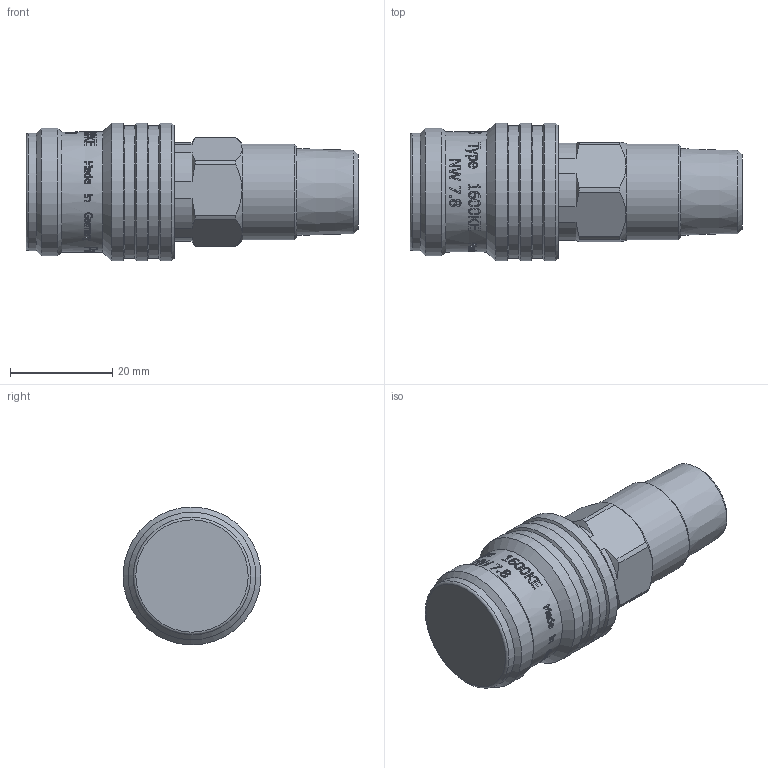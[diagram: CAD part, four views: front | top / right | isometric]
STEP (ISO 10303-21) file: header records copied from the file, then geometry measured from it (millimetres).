
FILE_DESCRIPTION(/* description */ (''),/* implementation_level */ '2;1');
FILE_NAME(/* name */ '1600keak17spn.stp',/* time_stamp */ '2017-11-07T06:56:26+01:00',/* author */ ('IA176480'),/* organization */ (''),/* preprocessor_version */ 'ST-DEVELOPER v16.5',/* originating_system */ 'Autodesk Inventor 2017',/* authorisation */ '');
FILE_SCHEMA (('AUTOMOTIVE_DESIGN { 1 0 10303 214 3 1 1 }'));
Products named in the file (1): 1600KEAK17SPN
Bounding box: 65 x 27 x 27 mm (x, y, z)
Volume: 23824.3 mm3; surface area: 6254.1 mm2
Topology: 1 solids, 5 shells, 687 faces, 1840 edges, 1219 vertices
Faces by surface type: bspline 319, plane 258, cylinder 81, cone 27, torus 2
Full cylindrical faces by diameter (mm): 15.7 x1, 16.153 x1, 18.8 x1, 23 x1, 23.2 x1, 23.5 x1, 25 x1, 26 x2, 27 x3
Entity records: 94308 total; most frequent: CARTESIAN_POINT 79034, ORIENTED_EDGE 3596, DIRECTION 2281, EDGE_CURVE 1798, VERTEX_POINT 1211, LINE 853, VECTOR 853, EDGE_LOOP 781
